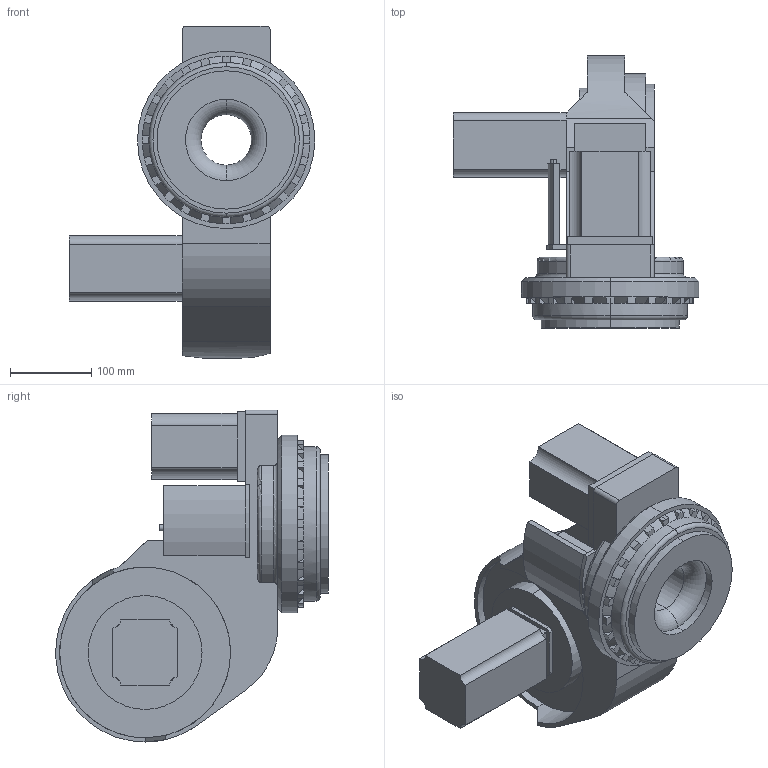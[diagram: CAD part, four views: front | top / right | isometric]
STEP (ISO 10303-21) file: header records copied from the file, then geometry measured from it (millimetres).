
FILE_DESCRIPTION (( 'STEP AP203' ), '1' );
FILE_NAME ('02.STEP', '2014-08-25T10:59:30', ( 'zakaria' ), ( '' ), 'SwSTEP 2.0', 'SolidWorks 2013', '' );
FILE_SCHEMA (( 'CONFIG_CONTROL_DESIGN' ));
Length unit declared in the file: millimetre
Products named in the file (1): 02
Bounding box: 302 x 334.8 x 408 mm (x, y, z)
Volume: 8232534.7 mm3; surface area: 506960.2 mm2
Topology: 1 solids, 1 shells, 252 faces, 599 edges, 361 vertices
Faces by surface type: plane 144, cylinder 72, cone 26, torus 10
Entity records: 7455 total; most frequent: CARTESIAN_POINT 1521, DIRECTION 1280, ORIENTED_EDGE 1198, EDGE_CURVE 599, AXIS2_PLACEMENT_3D 492, VERTEX_POINT 361, VECTOR 296, LINE 296
